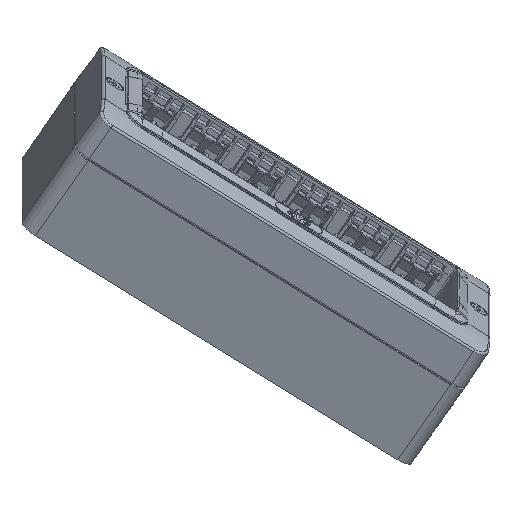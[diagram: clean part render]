
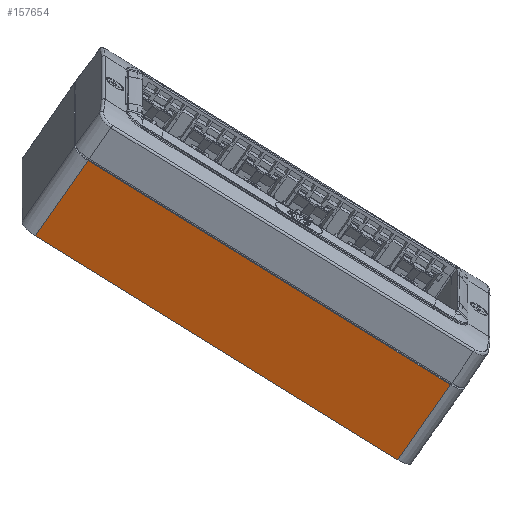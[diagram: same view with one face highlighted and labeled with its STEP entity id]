
A CAD part, front view. The second image highlights one B-rep face of the part: STEP entity #157654.
In plain terms, the highlighted face is planar.
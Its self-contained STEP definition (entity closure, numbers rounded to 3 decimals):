
#156511=CARTESIAN_POINT('Vertex',(-78.,-39.,-12.)) ;
#156514=CARTESIAN_POINT('Line Origine',(0.,-39.,-12.)) ;
#156518=CARTESIAN_POINT('Vertex',(78.,-39.,-12.)) ;
#157612=CARTESIAN_POINT('Line Origine',(-78.,-38.899,-29.25)) ;
#157616=CARTESIAN_POINT('Vertex',(-78.,-38.799,-46.5)) ;
#157631=CARTESIAN_POINT('Axis2P3D Location',(0.,-39.,-12.)) ;
#157636=CARTESIAN_POINT('Line Origine',(78.,-38.899,-29.25)) ;
#157640=CARTESIAN_POINT('Vertex',(78.,-38.799,-46.5)) ;
#157643=CARTESIAN_POINT('Line Origine',(0.,-38.799,-46.5)) ;
#156515=DIRECTION('Vector Direction',(1.,0.,0.)) ;
#157613=DIRECTION('Vector Direction',(0.,-0.006,1.)) ;
#157632=DIRECTION('Axis2P3D Direction',(0.,-1.,-0.006)) ;
#157633=DIRECTION('Axis2P3D XDirection',(1.,0.,0.)) ;
#157637=DIRECTION('Vector Direction',(0.,-0.006,1.)) ;
#157644=DIRECTION('Vector Direction',(1.,0.,0.)) ;
#157634=AXIS2_PLACEMENT_3D('Plane Axis2P3D',#157631,#157632,#157633) ;
#157649=ORIENTED_EDGE('',*,*,#157642,.F.) ;
#157650=ORIENTED_EDGE('',*,*,#156520,.F.) ;
#157651=ORIENTED_EDGE('',*,*,#157618,.T.) ;
#157652=ORIENTED_EDGE('',*,*,#157647,.F.) ;
#156516=VECTOR('Line Direction',#156515,1.) ;
#157614=VECTOR('Line Direction',#157613,1.) ;
#157638=VECTOR('Line Direction',#157637,1.) ;
#157645=VECTOR('Line Direction',#157644,1.) ;
#157654=ADVANCED_FACE('PartBody',(#157653),#157635,.T.) ;
#156520=EDGE_CURVE('',#156512,#156519,#156517,.T.) ;
#157618=EDGE_CURVE('',#156512,#157617,#157615,.F.) ;
#157642=EDGE_CURVE('',#156519,#157641,#157639,.F.) ;
#157647=EDGE_CURVE('',#157641,#157617,#157646,.F.) ;
#157648=EDGE_LOOP('',(#157649,#157650,#157651,#157652)) ;
#157653=FACE_OUTER_BOUND('',#157648,.T.) ;
#156517=LINE('Line',#156514,#156516) ;
#157615=LINE('Line',#157612,#157614) ;
#157639=LINE('Line',#157636,#157638) ;
#157646=LINE('Line',#157643,#157645) ;
#157635=PLANE('',#157634) ;
#156512=VERTEX_POINT('',#156511) ;
#156519=VERTEX_POINT('',#156518) ;
#157617=VERTEX_POINT('',#157616) ;
#157641=VERTEX_POINT('',#157640) ;
